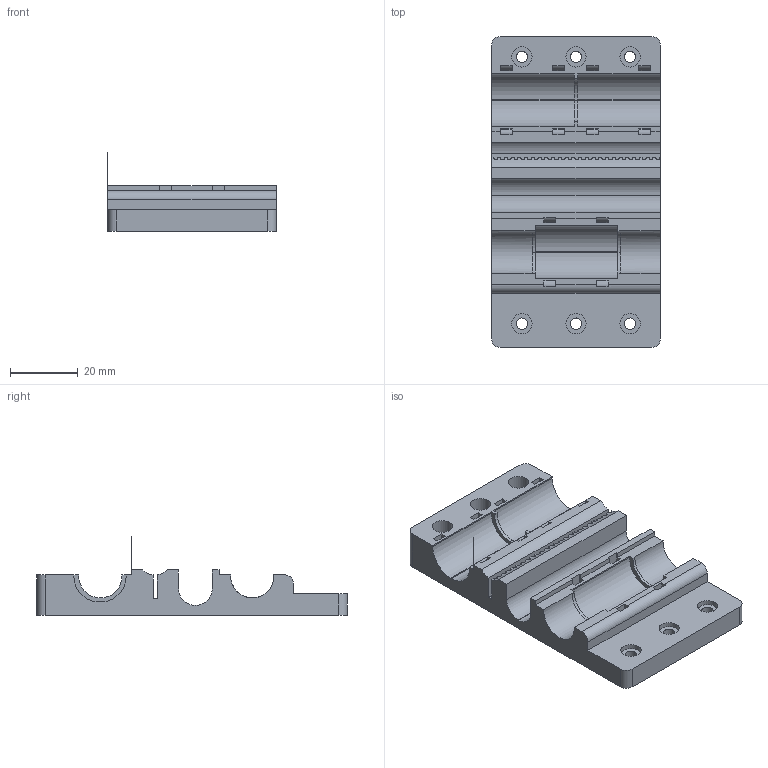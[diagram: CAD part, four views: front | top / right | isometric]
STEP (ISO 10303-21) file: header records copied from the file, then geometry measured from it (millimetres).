
FILE_DESCRIPTION(('FreeCAD Model'),'2;1');
FILE_NAME('XCarriage_FrontBeltFixing_Short.step', '2019-06-11T11:50:03',('Author'),(''), 'Open CASCADE STEP processor 7.2','FreeCAD','Unknown');
FILE_SCHEMA(('AUTOMOTIVE_DESIGN { 1 0 10303 214 1 1 1 1 }'));
Products named in the file (1): EXPORT_SmallBody_Front_BeltFixing
Bounding box: 50 x 92 x 23.38 mm (x, y, z)
Volume: 35420.8 mm3; surface area: 17615.7 mm2
Topology: 1 solids, 1 shells, 849 faces, 2556 edges, 1707 vertices
Faces by surface type: plane 787, cylinder 62
Full cylindrical faces by diameter (mm): 3.4 x6, 6 x6
Entity records: 65991 total; most frequent: CARTESIAN_POINT 16145, DIRECTION 9132, ORIENTED_EDGE 5112, PCURVE 5112, DEFINITIONAL_REPRESENTATION 5112, LINE 5105, VECTOR 5105, EDGE_CURVE 2556
